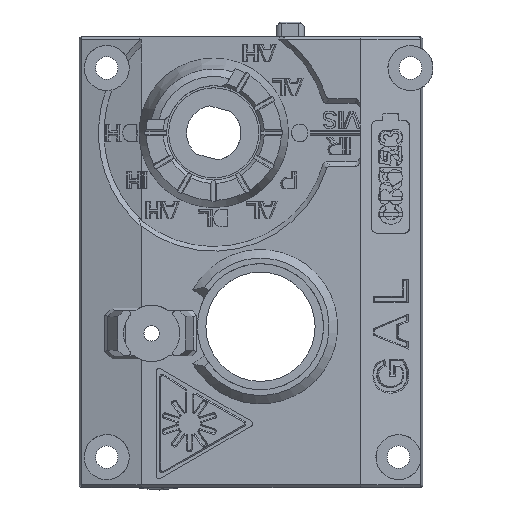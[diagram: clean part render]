
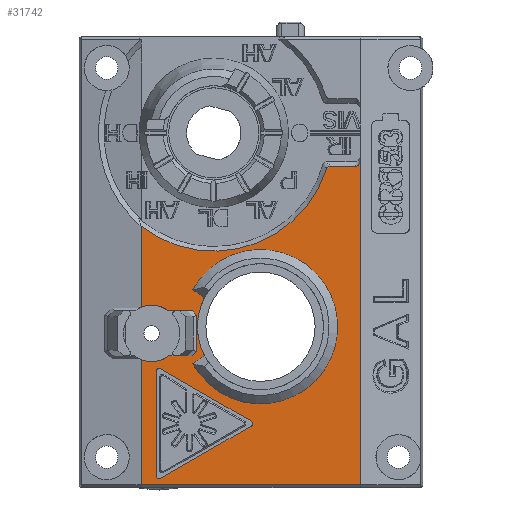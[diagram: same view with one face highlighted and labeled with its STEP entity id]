
A CAD part, top view. The second image highlights one B-rep face of the part: STEP entity #31742.
In plain terms, the highlighted planar face has unit normal (0, 0, 1).
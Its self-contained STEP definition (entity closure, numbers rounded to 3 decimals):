
#777=FACE_BOUND('',#4493,.T.);
#778=FACE_BOUND('',#4494,.T.);
#875=CIRCLE('',#33610,21.);
#876=CIRCLE('',#33611,5.);
#877=CIRCLE('',#33612,5.);
#878=CIRCLE('',#33613,0.5);
#879=CIRCLE('',#33614,0.5);
#880=CIRCLE('',#33615,0.5);
#881=CIRCLE('',#33616,11.2);
#882=CIRCLE('',#33617,13.7);
#1585=B_SPLINE_CURVE_WITH_KNOTS('',3,(#46018,#46019,#46020,#46021,#46022,
#46023,#46024,#46025,#46026,#46027),.UNSPECIFIED.,.F.,.F.,(4,2,2,2,4),(-0.09,
-0.067,-0.045,-0.023,0.),
 .UNSPECIFIED.);
#2313=ELLIPSE('',#33605,1.414,1.);
#2641=FACE_OUTER_BOUND('',#4492,.T.);
#4492=EDGE_LOOP('',(#21584,#21585,#21586,#21587,#21588,#21589,#21590,#21591,
#21592,#21593,#21594,#21595,#21596,#21597,#21598));
#4493=EDGE_LOOP('',(#21599,#21600,#21601,#21602,#21603,#21604));
#4494=EDGE_LOOP('',(#21605,#21606,#21607,#21608));
#6766=LINE('',#46000,#9998);
#6767=LINE('',#46033,#9999);
#6768=LINE('',#46037,#10000);
#6769=LINE('',#46039,#10001);
#6770=LINE('',#46041,#10002);
#6771=LINE('',#46043,#10003);
#6772=LINE('',#46045,#10004);
#6773=LINE('',#46049,#10005);
#6774=LINE('',#46051,#10006);
#6775=LINE('',#46052,#10007);
#6776=LINE('',#46055,#10008);
#6777=LINE('',#46059,#10009);
#6778=LINE('',#46063,#10010);
#6779=LINE('',#46067,#10011);
#6780=LINE('',#46071,#10012);
#9998=VECTOR('',#36464,10.);
#9999=VECTOR('',#36471,10.);
#10000=VECTOR('',#36474,10.);
#10001=VECTOR('',#36475,10.);
#10002=VECTOR('',#36476,10.);
#10003=VECTOR('',#36477,10.);
#10004=VECTOR('',#36478,10.);
#10005=VECTOR('',#36481,10.);
#10006=VECTOR('',#36482,10.);
#10007=VECTOR('',#36483,10.);
#10008=VECTOR('',#36484,10.);
#10009=VECTOR('',#36487,10.);
#10010=VECTOR('',#36490,10.);
#10011=VECTOR('',#36493,10.);
#10012=VECTOR('',#36496,10.);
#13146=VERTEX_POINT('',#45739);
#13215=VERTEX_POINT('',#45994);
#13216=VERTEX_POINT('',#45998);
#13217=VERTEX_POINT('',#46017);
#13218=VERTEX_POINT('',#46030);
#13219=VERTEX_POINT('',#46032);
#13220=VERTEX_POINT('',#46034);
#13221=VERTEX_POINT('',#46036);
#13222=VERTEX_POINT('',#46038);
#13223=VERTEX_POINT('',#46040);
#13224=VERTEX_POINT('',#46042);
#13225=VERTEX_POINT('',#46044);
#13226=VERTEX_POINT('',#46046);
#13227=VERTEX_POINT('',#46048);
#13228=VERTEX_POINT('',#46050);
#13229=VERTEX_POINT('',#46053);
#13230=VERTEX_POINT('',#46054);
#13231=VERTEX_POINT('',#46056);
#13232=VERTEX_POINT('',#46058);
#13233=VERTEX_POINT('',#46060);
#13234=VERTEX_POINT('',#46062);
#13235=VERTEX_POINT('',#46065);
#13236=VERTEX_POINT('',#46066);
#13237=VERTEX_POINT('',#46068);
#13238=VERTEX_POINT('',#46070);
#16478=EDGE_CURVE('',#13215,#13146,#2313,.T.);
#16481=EDGE_CURVE('',#13215,#13216,#6766,.T.);
#16482=EDGE_CURVE('',#13217,#13216,#1585,.T.);
#16484=EDGE_CURVE('',#13217,#13218,#875,.T.);
#16485=EDGE_CURVE('',#13218,#13219,#6767,.T.);
#16486=EDGE_CURVE('',#13219,#13220,#876,.T.);
#16487=EDGE_CURVE('',#13220,#13221,#6768,.T.);
#16488=EDGE_CURVE('',#13222,#13221,#6769,.T.);
#16489=EDGE_CURVE('',#13223,#13222,#6770,.T.);
#16490=EDGE_CURVE('',#13224,#13223,#6771,.T.);
#16491=EDGE_CURVE('',#13224,#13225,#6772,.T.);
#16492=EDGE_CURVE('',#13225,#13226,#877,.T.);
#16493=EDGE_CURVE('',#13226,#13227,#6773,.T.);
#16494=EDGE_CURVE('',#13228,#13227,#6774,.T.);
#16495=EDGE_CURVE('',#13228,#13146,#6775,.T.);
#16496=EDGE_CURVE('',#13229,#13230,#6776,.T.);
#16497=EDGE_CURVE('',#13230,#13231,#878,.T.);
#16498=EDGE_CURVE('',#13231,#13232,#6777,.T.);
#16499=EDGE_CURVE('',#13232,#13233,#879,.T.);
#16500=EDGE_CURVE('',#13233,#13234,#6778,.T.);
#16501=EDGE_CURVE('',#13234,#13229,#880,.T.);
#16502=EDGE_CURVE('',#13235,#13236,#6779,.T.);
#16503=EDGE_CURVE('',#13235,#13237,#881,.T.);
#16504=EDGE_CURVE('',#13238,#13237,#6780,.T.);
#16505=EDGE_CURVE('',#13236,#13238,#882,.T.);
#21584=ORIENTED_EDGE('',*,*,#16482,.F.);
#21585=ORIENTED_EDGE('',*,*,#16484,.T.);
#21586=ORIENTED_EDGE('',*,*,#16485,.T.);
#21587=ORIENTED_EDGE('',*,*,#16486,.T.);
#21588=ORIENTED_EDGE('',*,*,#16487,.T.);
#21589=ORIENTED_EDGE('',*,*,#16488,.F.);
#21590=ORIENTED_EDGE('',*,*,#16489,.F.);
#21591=ORIENTED_EDGE('',*,*,#16490,.F.);
#21592=ORIENTED_EDGE('',*,*,#16491,.T.);
#21593=ORIENTED_EDGE('',*,*,#16492,.T.);
#21594=ORIENTED_EDGE('',*,*,#16493,.T.);
#21595=ORIENTED_EDGE('',*,*,#16494,.F.);
#21596=ORIENTED_EDGE('',*,*,#16495,.T.);
#21597=ORIENTED_EDGE('',*,*,#16478,.F.);
#21598=ORIENTED_EDGE('',*,*,#16481,.T.);
#21599=ORIENTED_EDGE('',*,*,#16496,.T.);
#21600=ORIENTED_EDGE('',*,*,#16497,.T.);
#21601=ORIENTED_EDGE('',*,*,#16498,.T.);
#21602=ORIENTED_EDGE('',*,*,#16499,.T.);
#21603=ORIENTED_EDGE('',*,*,#16500,.T.);
#21604=ORIENTED_EDGE('',*,*,#16501,.T.);
#21605=ORIENTED_EDGE('',*,*,#16502,.F.);
#21606=ORIENTED_EDGE('',*,*,#16503,.T.);
#21607=ORIENTED_EDGE('',*,*,#16504,.F.);
#21608=ORIENTED_EDGE('',*,*,#16505,.F.);
#30603=PLANE('',#33609);
#31742=ADVANCED_FACE('',(#2641,#777,#778),#30603,.T.);
#33605=AXIS2_PLACEMENT_3D('',#45995,#36457,#36458);
#33609=AXIS2_PLACEMENT_3D('',#46029,#36467,#36468);
#33610=AXIS2_PLACEMENT_3D('',#46031,#36469,#36470);
#33611=AXIS2_PLACEMENT_3D('',#46035,#36472,#36473);
#33612=AXIS2_PLACEMENT_3D('',#46047,#36479,#36480);
#33613=AXIS2_PLACEMENT_3D('',#46057,#36485,#36486);
#33614=AXIS2_PLACEMENT_3D('',#46061,#36488,#36489);
#33615=AXIS2_PLACEMENT_3D('',#46064,#36491,#36492);
#33616=AXIS2_PLACEMENT_3D('',#46069,#36494,#36495);
#33617=AXIS2_PLACEMENT_3D('',#46072,#36497,#36498);
#36457=DIRECTION('center_axis',(0.,0.,1.));
#36458=DIRECTION('ref_axis',(0.,-1.,0.));
#36464=DIRECTION('',(-1.,0.,0.));
#36467=DIRECTION('center_axis',(0.,0.,1.));
#36468=DIRECTION('ref_axis',(1.,0.,0.));
#36469=DIRECTION('center_axis',(0.,0.,-1.));
#36470=DIRECTION('ref_axis',(-0.584,0.812,0.));
#36471=DIRECTION('',(0.,-1.,0.));
#36472=DIRECTION('center_axis',(0.,0.,-1.));
#36473=DIRECTION('ref_axis',(-1.,0.,0.));
#36474=DIRECTION('',(1.,0.,0.));
#36475=DIRECTION('',(-0.718,0.696,0.));
#36476=DIRECTION('',(0.,1.,0.));
#36477=DIRECTION('',(0.718,0.696,0.));
#36478=DIRECTION('',(-1.,0.,0.));
#36479=DIRECTION('center_axis',(0.,0.,-1.));
#36480=DIRECTION('ref_axis',(-1.,0.,0.));
#36481=DIRECTION('',(0.,-1.,0.));
#36482=DIRECTION('',(-1.,0.,0.));
#36483=DIRECTION('',(0.,1.,0.));
#36484=DIRECTION('',(0.,1.,0.));
#36485=DIRECTION('center_axis',(0.,0.,-1.));
#36486=DIRECTION('ref_axis',(0.5,0.866,0.));
#36487=DIRECTION('',(0.866,-0.5,0.));
#36488=DIRECTION('center_axis',(0.,0.,-1.));
#36489=DIRECTION('ref_axis',(0.5,-0.866,0.));
#36490=DIRECTION('',(-0.866,-0.5,0.));
#36491=DIRECTION('center_axis',(0.,0.,-1.));
#36492=DIRECTION('ref_axis',(-1.,0.,0.));
#36493=DIRECTION('',(-0.819,-0.574,0.));
#36494=DIRECTION('center_axis',(0.,0.,-1.));
#36495=DIRECTION('ref_axis',(-1.,0.,0.));
#36496=DIRECTION('',(0.819,-0.574,0.));
#36497=DIRECTION('center_axis',(0.,0.,1.));
#36498=DIRECTION('ref_axis',(0.819,0.574,0.));
#45739=CARTESIAN_POINT('',(19.5,13.414,25.));
#45994=CARTESIAN_POINT('',(18.5,12.,25.));
#45995=CARTESIAN_POINT('Origin',(18.5,13.414,25.));
#45998=CARTESIAN_POINT('',(14.062,12.,25.));
#46000=CARTESIAN_POINT('',(9.75,12.,25.));
#46017=CARTESIAN_POINT('',(13.389,11.51,25.));
#46018=CARTESIAN_POINT('Ctrl Pts',(13.389,11.51,25.));
#46019=CARTESIAN_POINT('Ctrl Pts',(13.412,11.582,25.));
#46020=CARTESIAN_POINT('Ctrl Pts',(13.445,11.651,25.));
#46021=CARTESIAN_POINT('Ctrl Pts',(13.531,11.774,25.));
#46022=CARTESIAN_POINT('Ctrl Pts',(13.582,11.826,25.));
#46023=CARTESIAN_POINT('Ctrl Pts',(13.7,11.913,25.));
#46024=CARTESIAN_POINT('Ctrl Pts',(13.766,11.945,25.));
#46025=CARTESIAN_POINT('Ctrl Pts',(13.909,11.99,25.));
#46026=CARTESIAN_POINT('Ctrl Pts',(13.985,12.,25.));
#46027=CARTESIAN_POINT('Ctrl Pts',(14.062,12.,25.));
#46029=CARTESIAN_POINT('Origin',(0.,-5.,
25.));
#46030=CARTESIAN_POINT('',(-19.5,1.386,25.));
#46031=CARTESIAN_POINT('Origin',(-6.598,17.955,25.));
#46032=CARTESIAN_POINT('',(-19.5,-13.01,25.));
#46033=CARTESIAN_POINT('',(-19.5,15.,25.));
#46034=CARTESIAN_POINT('',(-14.636,-13.65,25.));
#46035=CARTESIAN_POINT('Origin',(-17.636,-17.65,25.));
#46036=CARTESIAN_POINT('',(-10.449,-13.65,25.));
#46037=CARTESIAN_POINT('',(-5.068,-13.65,25.));
#46038=CARTESIAN_POINT('',(-9.636,-14.438,25.));
#46039=CARTESIAN_POINT('',(-10.032,-14.054,25.));
#46040=CARTESIAN_POINT('',(-9.636,-20.861,25.));
#46041=CARTESIAN_POINT('',(-9.636,-12.325,25.));
#46042=CARTESIAN_POINT('',(-10.449,-21.65,25.));
#46043=CARTESIAN_POINT('',(-3.676,-15.08,25.));
#46044=CARTESIAN_POINT('',(-14.636,-21.65,25.));
#46045=CARTESIAN_POINT('',(-10.318,-21.65,25.));
#46046=CARTESIAN_POINT('',(-19.5,-22.289,25.));
#46047=CARTESIAN_POINT('Origin',(-17.636,-17.65,25.));
#46048=CARTESIAN_POINT('',(-19.5,-44.5,25.));
#46049=CARTESIAN_POINT('',(-19.5,15.,25.));
#46050=CARTESIAN_POINT('',(19.5,-44.5,25.));
#46051=CARTESIAN_POINT('',(-16.25,-44.5,25.));
#46052=CARTESIAN_POINT('',(19.5,15.,25.));
#46053=CARTESIAN_POINT('',(-16.799,-42.95,25.));
#46054=CARTESIAN_POINT('',(-16.799,-24.366,25.));
#46055=CARTESIAN_POINT('',(-16.799,-23.975,25.));
#46056=CARTESIAN_POINT('',(-16.049,-23.933,25.));
#46057=CARTESIAN_POINT('Origin',(-16.299,-24.366,25.));
#46058=CARTESIAN_POINT('',(0.045,-33.225,25.));
#46059=CARTESIAN_POINT('',(-14.13,-25.041,25.));
#46060=CARTESIAN_POINT('',(0.045,-34.091,25.));
#46061=CARTESIAN_POINT('Origin',(-0.205,-33.658,25.));
#46062=CARTESIAN_POINT('',(-16.049,-43.383,25.));
#46063=CARTESIAN_POINT('',(6.326,-30.464,25.));
#46064=CARTESIAN_POINT('Origin',(-16.299,-42.95,25.));
#46065=CARTESIAN_POINT('',(-8.257,-21.601,25.));
#46066=CARTESIAN_POINT('',(-10.32,-23.045,25.));
#46067=CARTESIAN_POINT('',(-1.628,-16.959,25.));
#46068=CARTESIAN_POINT('',(-8.257,-11.326,25.));
#46069=CARTESIAN_POINT('Origin',(1.696,-16.463,25.));
#46070=CARTESIAN_POINT('',(-10.32,-9.881,25.));
#46071=CARTESIAN_POINT('',(-7.423,-11.909,25.));
#46072=CARTESIAN_POINT('Origin',(1.696,-16.463,25.));
